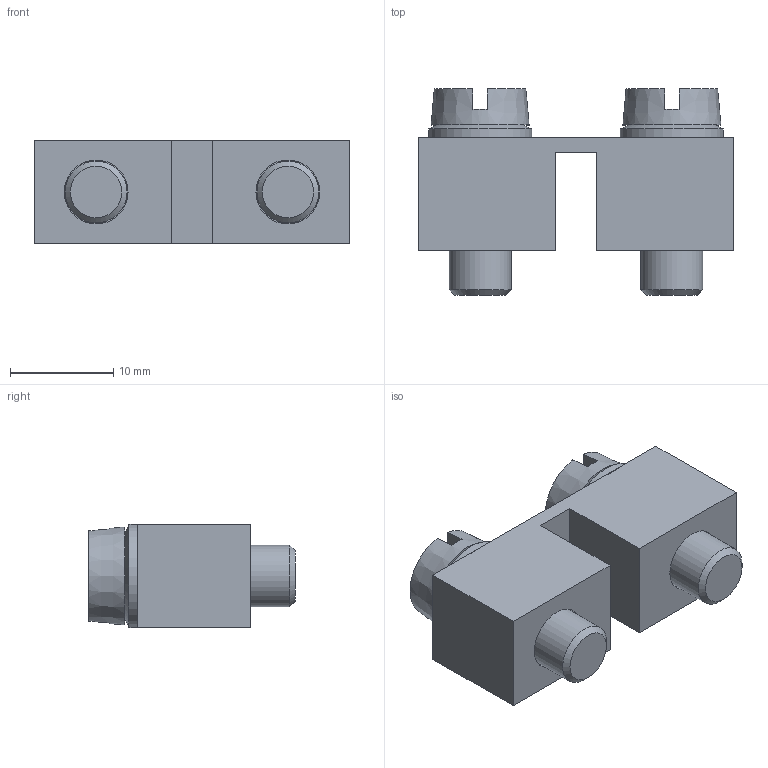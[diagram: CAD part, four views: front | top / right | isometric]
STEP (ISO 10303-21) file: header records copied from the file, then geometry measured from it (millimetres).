
FILE_DESCRIPTION(/* description */ (''),/* implementation_level */ '2;1');
FILE_NAME(/* name */ '17255_0_SQ_50_2.stp',/* time_stamp */ '2021-10-13T10:25:02+02:00',/* author */ ('schlueter'),/* organization */ ('USER'),/* preprocessor_version */ 'ST-DEVELOPER v18',/* originating_system */ 'Autodesk Manufacturing Data Exchange Utility2020.0.0.905203',/* authorisation */ '');
FILE_SCHEMA (('AUTOMOTIVE_DESIGN { 1 0 10303 214 3 1 1 }'));
Length unit declared in the file: millimetre
Products named in the file (1): 17255_0_SQ_50_2P
Bounding box: 30.6 x 20 x 10 mm (x, y, z)
Volume: 3685.9 mm3; surface area: 3341.2 mm2
Topology: 5 solids, 5 shells, 56 faces, 150 edges, 108 vertices
Faces by surface type: plane 30, cylinder 12, cone 10, torus 4
Full cylindrical faces by diameter (mm): 5.3 x2, 5.5 x2, 6 x2, 6.2 x2, 6.4 x2, 10 x2
Entity records: 1870 total; most frequent: DIRECTION 344, CARTESIAN_POINT 331, ORIENTED_EDGE 300, EDGE_CURVE 150, AXIS2_PLACEMENT_3D 145, VERTEX_POINT 108, CIRCLE 88, EDGE_LOOP 68
